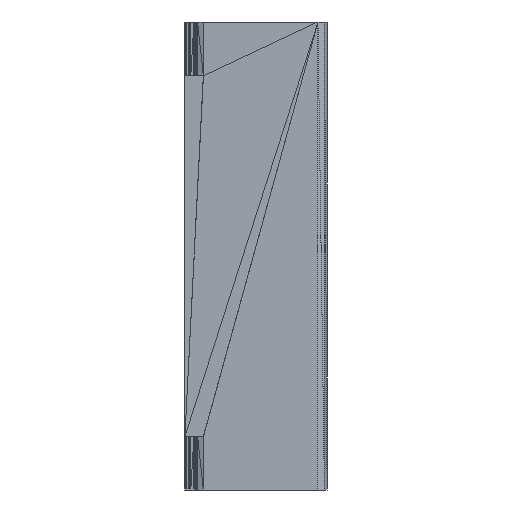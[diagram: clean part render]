
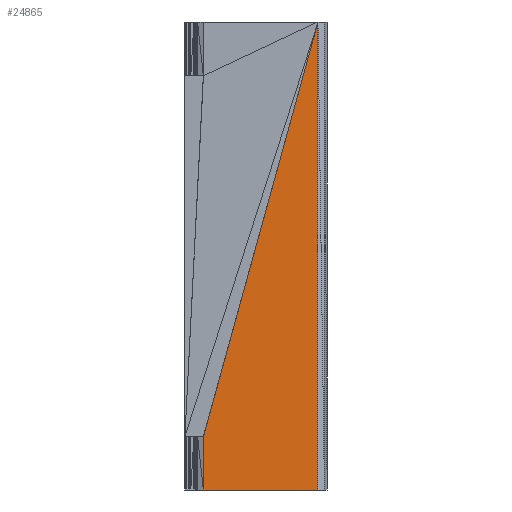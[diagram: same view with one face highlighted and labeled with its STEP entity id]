
A CAD part, left-side view. The second image highlights one B-rep face of the part: STEP entity #24865.
In plain terms, the highlighted planar face has unit normal (-1, -0.018, 0).
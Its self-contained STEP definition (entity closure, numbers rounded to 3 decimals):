
#98 = PLANE('',#99);
#99 = AXIS2_PLACEMENT_3D('',#100,#101,#102);
#100 = CARTESIAN_POINT('',(0.,-9.189,-100.5));
#101 = DIRECTION('',(-0.,-0.,-1.));
#102 = DIRECTION('',(-1.,0.,0.));
#17470 = VERTEX_POINT('',#17471);
#17471 = CARTESIAN_POINT('',(-32.157,-28.21,100.5));
#17478 = PLANE('',#17479);
#17479 = AXIS2_PLACEMENT_3D('',#17480,#17481,#17482);
#17480 = CARTESIAN_POINT('',(-31.854,-28.915,
    -0.755));
#17481 = DIRECTION('',(-0.919,-0.395,
    0.));
#17482 = DIRECTION('',(0.395,-0.919,0.));
#17502 = EDGE_CURVE('',#17503,#17470,#17505,.T.);
#17503 = VERTEX_POINT('',#17504);
#17504 = CARTESIAN_POINT('',(-32.157,-28.21,-100.5));
#17505 = SURFACE_CURVE('',#17506,(#17510,#17517),.PCURVE_S1.);
#17506 = LINE('',#17507,#17508);
#17507 = CARTESIAN_POINT('',(-32.157,-28.21,-100.5));
#17508 = VECTOR('',#17509,1.);
#17509 = DIRECTION('',(0.,0.,1.));
#17510 = PCURVE('',#17478,#17511);
#17511 = DEFINITIONAL_REPRESENTATION('',(#17512),#17516);
#17512 = LINE('',#17513,#17514);
#17513 = CARTESIAN_POINT('',(-0.767,-99.745));
#17514 = VECTOR('',#17515,1.);
#17515 = DIRECTION('',(0.,1.));
#17516 = ( GEOMETRIC_REPRESENTATION_CONTEXT(2) 
PARAMETRIC_REPRESENTATION_CONTEXT() REPRESENTATION_CONTEXT('2D SPACE',''
  ) );
#17517 = PCURVE('',#17518,#17523);
#17518 = PLANE('',#17519);
#17519 = AXIS2_PLACEMENT_3D('',#17520,#17521,#17522);
#17520 = CARTESIAN_POINT('',(-32.419,-13.18,
    -10.625));
#17521 = DIRECTION('',(-1.,-0.017,
    0.));
#17522 = DIRECTION('',(0.017,-1.,
    0.));
#17523 = DEFINITIONAL_REPRESENTATION('',(#17524),#17528);
#17524 = LINE('',#17525,#17526);
#17525 = CARTESIAN_POINT('',(15.033,-89.875));
#17526 = VECTOR('',#17527,1.);
#17527 = DIRECTION('',(0.,1.));
#17528 = ( GEOMETRIC_REPRESENTATION_CONTEXT(2) 
PARAMETRIC_REPRESENTATION_CONTEXT() REPRESENTATION_CONTEXT('2D SPACE',''
  ) );
#20775 = PLANE('',#20776);
#20776 = AXIS2_PLACEMENT_3D('',#20777,#20778,#20779);
#20777 = CARTESIAN_POINT('',(-32.586,-3.61,
    11.543));
#20778 = DIRECTION('',(-1.,-0.017,
    0.));
#20779 = DIRECTION('',(0.017,-1.,0.));
#20896 = VERTEX_POINT('',#20897);
#20897 = CARTESIAN_POINT('',(-33.015,20.952,
    -77.385));
#20911 = PLANE('',#20912);
#20912 = AXIS2_PLACEMENT_3D('',#20913,#20914,#20915);
#20913 = CARTESIAN_POINT('',(-33.015,20.967,
    -88.927));
#20914 = DIRECTION('',(-1.,-0.017,
    0.));
#20915 = DIRECTION('',(0.017,-1.,0.));
#20923 = EDGE_CURVE('',#17470,#20896,#20924,.T.);
#20924 = SURFACE_CURVE('',#20925,(#20929,#20936),.PCURVE_S1.);
#20925 = LINE('',#20926,#20927);
#20926 = CARTESIAN_POINT('',(-32.157,-28.21,100.5));
#20927 = VECTOR('',#20928,1.);
#20928 = DIRECTION('',(-0.005,0.266,
    -0.964));
#20929 = PCURVE('',#20775,#20930);
#20930 = DEFINITIONAL_REPRESENTATION('',(#20931),#20935);
#20931 = LINE('',#20932,#20933);
#20932 = CARTESIAN_POINT('',(24.604,88.957));
#20933 = VECTOR('',#20934,1.);
#20934 = DIRECTION('',(-0.266,-0.964));
#20935 = ( GEOMETRIC_REPRESENTATION_CONTEXT(2) 
PARAMETRIC_REPRESENTATION_CONTEXT() REPRESENTATION_CONTEXT('2D SPACE',''
  ) );
#20936 = PCURVE('',#17518,#20937);
#20937 = DEFINITIONAL_REPRESENTATION('',(#20938),#20942);
#20938 = LINE('',#20939,#20940);
#20939 = CARTESIAN_POINT('',(15.033,111.125));
#20940 = VECTOR('',#20941,1.);
#20941 = DIRECTION('',(-0.266,-0.964));
#20942 = ( GEOMETRIC_REPRESENTATION_CONTEXT(2) 
PARAMETRIC_REPRESENTATION_CONTEXT() REPRESENTATION_CONTEXT('2D SPACE',''
  ) );
#21192 = VERTEX_POINT('',#21193);
#21193 = CARTESIAN_POINT('',(-33.015,20.952,-100.5));
#21241 = EDGE_CURVE('',#20896,#21192,#21242,.T.);
#21242 = SURFACE_CURVE('',#21243,(#21247,#21254),.PCURVE_S1.);
#21243 = LINE('',#21244,#21245);
#21244 = CARTESIAN_POINT('',(-33.015,20.952,
    -77.385));
#21245 = VECTOR('',#21246,1.);
#21246 = DIRECTION('',(0.,0.,-1.));
#21247 = PCURVE('',#20911,#21248);
#21248 = DEFINITIONAL_REPRESENTATION('',(#21249),#21253);
#21249 = LINE('',#21250,#21251);
#21250 = CARTESIAN_POINT('',(0.015,11.542));
#21251 = VECTOR('',#21252,1.);
#21252 = DIRECTION('',(0.,-1.));
#21253 = ( GEOMETRIC_REPRESENTATION_CONTEXT(2) 
PARAMETRIC_REPRESENTATION_CONTEXT() REPRESENTATION_CONTEXT('2D SPACE',''
  ) );
#21254 = PCURVE('',#17518,#21255);
#21255 = DEFINITIONAL_REPRESENTATION('',(#21256),#21260);
#21256 = LINE('',#21257,#21258);
#21257 = CARTESIAN_POINT('',(-34.137,-66.76));
#21258 = VECTOR('',#21259,1.);
#21259 = DIRECTION('',(0.,-1.));
#21260 = ( GEOMETRIC_REPRESENTATION_CONTEXT(2) 
PARAMETRIC_REPRESENTATION_CONTEXT() REPRESENTATION_CONTEXT('2D SPACE',''
  ) );
#23869 = EDGE_CURVE('',#17503,#21192,#23870,.T.);
#23870 = SURFACE_CURVE('',#23871,(#23875,#23882),.PCURVE_S1.);
#23871 = LINE('',#23872,#23873);
#23872 = CARTESIAN_POINT('',(-32.157,-28.21,-100.5));
#23873 = VECTOR('',#23874,1.);
#23874 = DIRECTION('',(-0.017,1.,0.));
#23875 = PCURVE('',#98,#23876);
#23876 = DEFINITIONAL_REPRESENTATION('',(#23877),#23881);
#23877 = LINE('',#23878,#23879);
#23878 = CARTESIAN_POINT('',(32.157,-19.021));
#23879 = VECTOR('',#23880,1.);
#23880 = DIRECTION('',(0.017,1.));
#23881 = ( GEOMETRIC_REPRESENTATION_CONTEXT(2) 
PARAMETRIC_REPRESENTATION_CONTEXT() REPRESENTATION_CONTEXT('2D SPACE',''
  ) );
#23882 = PCURVE('',#17518,#23883);
#23883 = DEFINITIONAL_REPRESENTATION('',(#23884),#23888);
#23884 = LINE('',#23885,#23886);
#23885 = CARTESIAN_POINT('',(15.033,-89.875));
#23886 = VECTOR('',#23887,1.);
#23887 = DIRECTION('',(-1.,0.));
#23888 = ( GEOMETRIC_REPRESENTATION_CONTEXT(2) 
PARAMETRIC_REPRESENTATION_CONTEXT() REPRESENTATION_CONTEXT('2D SPACE',''
  ) );
#24865 = ADVANCED_FACE('',(#24866),#17518,.T.);
#24866 = FACE_BOUND('',#24867,.T.);
#24867 = EDGE_LOOP('',(#24868,#24869,#24870,#24871));
#24868 = ORIENTED_EDGE('',*,*,#17502,.T.);
#24869 = ORIENTED_EDGE('',*,*,#20923,.T.);
#24870 = ORIENTED_EDGE('',*,*,#21241,.T.);
#24871 = ORIENTED_EDGE('',*,*,#23869,.F.);
